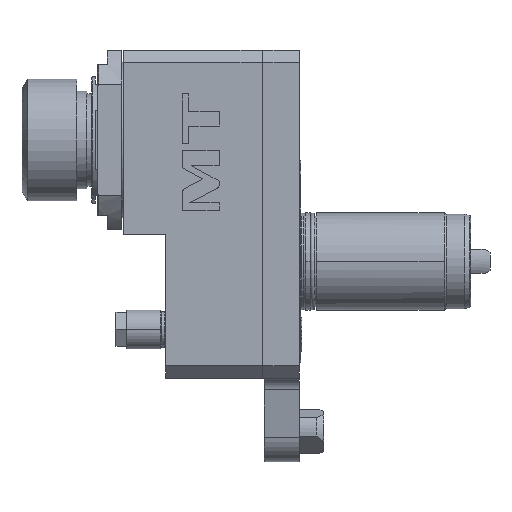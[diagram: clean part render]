
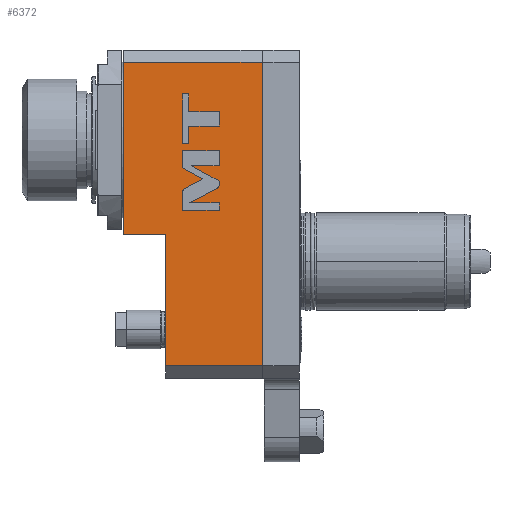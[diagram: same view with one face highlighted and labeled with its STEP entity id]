
A CAD part, front view. The second image highlights one B-rep face of the part: STEP entity #6372.
In plain terms, the highlighted planar face has unit normal (0, -1, 0).
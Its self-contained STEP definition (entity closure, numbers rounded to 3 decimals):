
#1228=DIRECTION('',(0.,0.,-1.));
#1229=VECTOR('',#1228,125.);
#1230=CARTESIAN_POINT('',(-15.8,-42.,82.));
#1231=LINE('',#1230,#1229);
#1290=DIRECTION('',(1.,0.,0.));
#1291=VECTOR('',#1290,39.7);
#1292=CARTESIAN_POINT('',(-55.5,-42.,-43.));
#1293=LINE('',#1292,#1291);
#1294=DIRECTION('',(1.,0.,0.));
#1295=VECTOR('',#1294,17.5);
#1296=CARTESIAN_POINT('',(-73.,-42.,11.));
#1297=LINE('',#1296,#1295);
#1298=DIRECTION('',(1.,0.,0.));
#1299=VECTOR('',#1298,57.2);
#1300=CARTESIAN_POINT('',(-73.,-42.,82.));
#1301=LINE('',#1300,#1299);
#1302=DIRECTION('',(0.,0.,1.));
#1303=VECTOR('',#1302,54.);
#1304=CARTESIAN_POINT('',(-55.5,-42.,-43.));
#1305=LINE('',#1304,#1303);
#1306=CARTESIAN_POINT('',(-47.523,-42.,30.173));
#1307=CARTESIAN_POINT('',(-48.126,-42.,29.861));
#1308=CARTESIAN_POINT('',(-48.5,-42.,29.246));
#1309=CARTESIAN_POINT('',(-48.5,-42.,28.568));
#1311=DIRECTION('',(0.,0.,-1.));
#1312=VECTOR('',#1311,7.541);
#1313=CARTESIAN_POINT('',(-48.5,-42.,28.568));
#1314=LINE('',#1313,#1312);
#1315=DIRECTION('',(1.,0.,0.));
#1316=VECTOR('',#1315,15.);
#1317=CARTESIAN_POINT('',(-48.5,-42.,21.027));
#1318=LINE('',#1317,#1316);
#1319=DIRECTION('',(0.,0.,1.));
#1320=VECTOR('',#1319,3.12);
#1321=CARTESIAN_POINT('',(-33.5,-42.,21.027));
#1322=LINE('',#1321,#1320);
#1323=DIRECTION('',(-1.,0.,0.));
#1324=VECTOR('',#1323,12.152);
#1325=CARTESIAN_POINT('',(-33.5,-42.,24.147));
#1326=LINE('',#1325,#1324);
#1327=DIRECTION('',(0.888,0.,0.459));
#1328=VECTOR('',#1327,12.58);
#1329=CARTESIAN_POINT('',(-45.652,-42.,24.147));
#1330=LINE('',#1329,#1328);
#1331=CARTESIAN_POINT('',(-34.477,-42.,29.925));
#1332=CARTESIAN_POINT('',(-33.874,-42.,30.237));
#1333=CARTESIAN_POINT('',(-33.5,-42.,30.853));
#1334=CARTESIAN_POINT('',(-33.5,-42.,31.531));
#1336=DIRECTION('',(0.,0.,1.));
#1337=VECTOR('',#1336,1.565);
#1338=CARTESIAN_POINT('',(-33.5,-42.,31.531));
#1339=LINE('',#1338,#1337);
#1340=DIRECTION('',(-0.877,0.,0.481));
#1341=VECTOR('',#1340,13.015);
#1342=CARTESIAN_POINT('',(-33.5,-42.,33.096));
#1343=LINE('',#1342,#1341);
#1344=DIRECTION('',(1.,0.,0.));
#1345=VECTOR('',#1344,11.409);
#1346=CARTESIAN_POINT('',(-44.909,-42.,39.359));
#1347=LINE('',#1346,#1345);
#1348=DIRECTION('',(0.,0.,1.));
#1349=VECTOR('',#1348,6.312);
#1350=CARTESIAN_POINT('',(-33.5,-42.,39.359));
#1351=LINE('',#1350,#1349);
#1352=DIRECTION('',(-1.,0.,0.));
#1353=VECTOR('',#1352,15.);
#1354=CARTESIAN_POINT('',(-33.5,-42.,45.671));
#1355=LINE('',#1354,#1353);
#1356=DIRECTION('',(0.,0.,-1.));
#1357=VECTOR('',#1356,7.116);
#1358=CARTESIAN_POINT('',(-48.5,-42.,45.671));
#1359=LINE('',#1358,#1357);
#1360=DIRECTION('',(0.877,0.,-0.481));
#1361=VECTOR('',#1360,9.511);
#1362=CARTESIAN_POINT('',(-48.5,-42.,38.555));
#1363=LINE('',#1362,#1361);
#1364=DIRECTION('',(-0.888,0.,-0.459));
#1365=VECTOR('',#1364,8.286);
#1366=CARTESIAN_POINT('',(-40.163,-42.,33.978));
#1367=LINE('',#1366,#1365);
#1368=DIRECTION('',(1.,0.,0.));
#1369=VECTOR('',#1368,12.446);
#1370=CARTESIAN_POINT('',(-45.946,-42.,55.759));
#1371=LINE('',#1370,#1369);
#1372=DIRECTION('',(0.,0.,1.));
#1373=VECTOR('',#1372,5.942);
#1374=CARTESIAN_POINT('',(-33.5,-42.,55.759));
#1375=LINE('',#1374,#1373);
#1376=DIRECTION('',(-1.,0.,0.));
#1377=VECTOR('',#1376,12.446);
#1378=CARTESIAN_POINT('',(-33.5,-42.,61.701));
#1379=LINE('',#1378,#1377);
#1380=DIRECTION('',(0.,0.,1.));
#1381=VECTOR('',#1380,7.272);
#1382=CARTESIAN_POINT('',(-45.946,-42.,61.701));
#1383=LINE('',#1382,#1381);
#1384=DIRECTION('',(-1.,0.,0.));
#1385=VECTOR('',#1384,2.554);
#1386=CARTESIAN_POINT('',(-45.946,-42.,68.973));
#1387=LINE('',#1386,#1385);
#1388=DIRECTION('',(0.,0.,-1.));
#1389=VECTOR('',#1388,20.486);
#1390=CARTESIAN_POINT('',(-48.5,-42.,68.973));
#1391=LINE('',#1390,#1389);
#1392=DIRECTION('',(1.,0.,0.));
#1393=VECTOR('',#1392,2.554);
#1394=CARTESIAN_POINT('',(-48.5,-42.,48.487));
#1395=LINE('',#1394,#1393);
#1396=DIRECTION('',(0.,0.,1.));
#1397=VECTOR('',#1396,7.272);
#1398=CARTESIAN_POINT('',(-45.946,-42.,48.487));
#1399=LINE('',#1398,#1397);
#1420=DIRECTION('',(0.,0.,-1.));
#1421=VECTOR('',#1420,71.);
#1422=CARTESIAN_POINT('',(-73.,-42.,82.));
#1423=LINE('',#1422,#1421);
#4111=CARTESIAN_POINT('',(-15.8,-42.,-43.));
#4112=VERTEX_POINT('',#4111);
#4113=CARTESIAN_POINT('',(-15.8,-42.,82.));
#4114=VERTEX_POINT('',#4113);
#4119=CARTESIAN_POINT('',(-73.,-42.,82.));
#4120=VERTEX_POINT('',#4119);
#4123=CARTESIAN_POINT('',(-73.,-42.,11.));
#4125=VERTEX_POINT('',#4123);
#4131=CARTESIAN_POINT('',(-55.5,-42.,11.));
#4132=VERTEX_POINT('',#4131);
#4133=CARTESIAN_POINT('',(-55.5,-42.,-43.));
#4134=VERTEX_POINT('',#4133);
#4763=CARTESIAN_POINT('',(-47.523,-42.,30.173));
#4764=VERTEX_POINT('',#4763);
#4765=CARTESIAN_POINT('',(-48.5,-42.,28.568));
#4766=VERTEX_POINT('',#4765);
#4767=CARTESIAN_POINT('',(-48.5,-42.,21.027));
#4768=VERTEX_POINT('',#4767);
#4769=CARTESIAN_POINT('',(-33.5,-42.,21.027));
#4770=VERTEX_POINT('',#4769);
#4771=CARTESIAN_POINT('',(-33.5,-42.,24.147));
#4772=VERTEX_POINT('',#4771);
#4773=CARTESIAN_POINT('',(-45.652,-42.,24.147));
#4774=VERTEX_POINT('',#4773);
#4775=CARTESIAN_POINT('',(-34.477,-42.,29.925));
#4776=VERTEX_POINT('',#4775);
#4777=CARTESIAN_POINT('',(-33.5,-42.,31.531));
#4778=VERTEX_POINT('',#4777);
#4779=CARTESIAN_POINT('',(-33.5,-42.,33.096));
#4780=VERTEX_POINT('',#4779);
#4781=CARTESIAN_POINT('',(-44.909,-42.,39.359));
#4782=VERTEX_POINT('',#4781);
#4783=CARTESIAN_POINT('',(-33.5,-42.,39.359));
#4784=VERTEX_POINT('',#4783);
#4785=CARTESIAN_POINT('',(-33.5,-42.,45.671));
#4786=VERTEX_POINT('',#4785);
#4787=CARTESIAN_POINT('',(-48.5,-42.,45.671));
#4788=VERTEX_POINT('',#4787);
#4789=CARTESIAN_POINT('',(-48.5,-42.,38.555));
#4790=VERTEX_POINT('',#4789);
#4791=CARTESIAN_POINT('',(-40.163,-42.,33.978));
#4792=VERTEX_POINT('',#4791);
#4793=CARTESIAN_POINT('',(-45.946,-42.,55.759));
#4794=VERTEX_POINT('',#4793);
#4795=CARTESIAN_POINT('',(-33.5,-42.,55.759));
#4796=VERTEX_POINT('',#4795);
#4797=CARTESIAN_POINT('',(-33.5,-42.,61.701));
#4798=VERTEX_POINT('',#4797);
#4799=CARTESIAN_POINT('',(-45.946,-42.,61.701));
#4800=VERTEX_POINT('',#4799);
#4801=CARTESIAN_POINT('',(-45.946,-42.,68.973));
#4802=VERTEX_POINT('',#4801);
#4803=CARTESIAN_POINT('',(-48.5,-42.,68.973));
#4804=VERTEX_POINT('',#4803);
#4805=CARTESIAN_POINT('',(-48.5,-42.,48.487));
#4806=VERTEX_POINT('',#4805);
#4807=CARTESIAN_POINT('',(-45.946,-42.,48.487));
#4808=VERTEX_POINT('',#4807);
#6306=CARTESIAN_POINT('',(-73.,-42.,82.));
#6307=DIRECTION('',(0.,-1.,0.));
#6308=DIRECTION('',(0.,0.,-1.));
#6309=AXIS2_PLACEMENT_3D('',#6306,#6307,#6308);
#6310=PLANE('',#6309);
#6312=ORIENTED_EDGE('',*,*,#6311,.F.);
#6314=ORIENTED_EDGE('',*,*,#6313,.F.);
#6316=ORIENTED_EDGE('',*,*,#6315,.T.);
#6317=ORIENTED_EDGE('',*,*,#6193,.T.);
#6318=ORIENTED_EDGE('',*,*,#6299,.F.);
#6319=ORIENTED_EDGE('',*,*,#6267,.T.);
#6320=EDGE_LOOP('',(#6312,#6314,#6316,#6317,#6318,#6319));
#6321=FACE_OUTER_BOUND('',#6320,.F.);
#6323=ORIENTED_EDGE('',*,*,#6322,.T.);
#6325=ORIENTED_EDGE('',*,*,#6324,.T.);
#6327=ORIENTED_EDGE('',*,*,#6326,.T.);
#6329=ORIENTED_EDGE('',*,*,#6328,.T.);
#6331=ORIENTED_EDGE('',*,*,#6330,.T.);
#6333=ORIENTED_EDGE('',*,*,#6332,.T.);
#6335=ORIENTED_EDGE('',*,*,#6334,.T.);
#6337=ORIENTED_EDGE('',*,*,#6336,.T.);
#6339=ORIENTED_EDGE('',*,*,#6338,.T.);
#6341=ORIENTED_EDGE('',*,*,#6340,.T.);
#6343=ORIENTED_EDGE('',*,*,#6342,.T.);
#6345=ORIENTED_EDGE('',*,*,#6344,.T.);
#6347=ORIENTED_EDGE('',*,*,#6346,.T.);
#6349=ORIENTED_EDGE('',*,*,#6348,.T.);
#6351=ORIENTED_EDGE('',*,*,#6350,.T.);
#6352=EDGE_LOOP('',(#6323,#6325,#6327,#6329,#6331,#6333,#6335,#6337,#6339,#6341,
#6343,#6345,#6347,#6349,#6351));
#6353=FACE_BOUND('',#6352,.F.);
#6355=ORIENTED_EDGE('',*,*,#6354,.T.);
#6357=ORIENTED_EDGE('',*,*,#6356,.T.);
#6359=ORIENTED_EDGE('',*,*,#6358,.T.);
#6361=ORIENTED_EDGE('',*,*,#6360,.T.);
#6363=ORIENTED_EDGE('',*,*,#6362,.T.);
#6365=ORIENTED_EDGE('',*,*,#6364,.T.);
#6367=ORIENTED_EDGE('',*,*,#6366,.T.);
#6369=ORIENTED_EDGE('',*,*,#6368,.T.);
#6370=EDGE_LOOP('',(#6355,#6357,#6359,#6361,#6363,#6365,#6367,#6369));
#6371=FACE_BOUND('',#6370,.F.);
#6372=ADVANCED_FACE('',(#6321,#6353,#6371),#6310,.T.);
#1310=B_SPLINE_CURVE_WITH_KNOTS('',3,(#1306,#1307,#1308,#1309),.UNSPECIFIED.,
.F.,.F.,(4,4),(0.,1.),.UNSPECIFIED.);
#1335=B_SPLINE_CURVE_WITH_KNOTS('',3,(#1331,#1332,#1333,#1334),.UNSPECIFIED.,
.F.,.F.,(4,4),(0.,1.),.UNSPECIFIED.);
#6193=EDGE_CURVE('',#4114,#4112,#1231,.T.);
#6267=EDGE_CURVE('',#4134,#4132,#1305,.T.);
#6299=EDGE_CURVE('',#4134,#4112,#1293,.T.);
#6311=EDGE_CURVE('',#4125,#4132,#1297,.T.);
#6313=EDGE_CURVE('',#4120,#4125,#1423,.T.);
#6315=EDGE_CURVE('',#4120,#4114,#1301,.T.);
#6322=EDGE_CURVE('',#4764,#4766,#1310,.T.);
#6324=EDGE_CURVE('',#4766,#4768,#1314,.T.);
#6326=EDGE_CURVE('',#4768,#4770,#1318,.T.);
#6328=EDGE_CURVE('',#4770,#4772,#1322,.T.);
#6330=EDGE_CURVE('',#4772,#4774,#1326,.T.);
#6332=EDGE_CURVE('',#4774,#4776,#1330,.T.);
#6334=EDGE_CURVE('',#4776,#4778,#1335,.T.);
#6336=EDGE_CURVE('',#4778,#4780,#1339,.T.);
#6338=EDGE_CURVE('',#4780,#4782,#1343,.T.);
#6340=EDGE_CURVE('',#4782,#4784,#1347,.T.);
#6342=EDGE_CURVE('',#4784,#4786,#1351,.T.);
#6344=EDGE_CURVE('',#4786,#4788,#1355,.T.);
#6346=EDGE_CURVE('',#4788,#4790,#1359,.T.);
#6348=EDGE_CURVE('',#4790,#4792,#1363,.T.);
#6350=EDGE_CURVE('',#4792,#4764,#1367,.T.);
#6354=EDGE_CURVE('',#4794,#4796,#1371,.T.);
#6356=EDGE_CURVE('',#4796,#4798,#1375,.T.);
#6358=EDGE_CURVE('',#4798,#4800,#1379,.T.);
#6360=EDGE_CURVE('',#4800,#4802,#1383,.T.);
#6362=EDGE_CURVE('',#4802,#4804,#1387,.T.);
#6364=EDGE_CURVE('',#4804,#4806,#1391,.T.);
#6366=EDGE_CURVE('',#4806,#4808,#1395,.T.);
#6368=EDGE_CURVE('',#4808,#4794,#1399,.T.);
